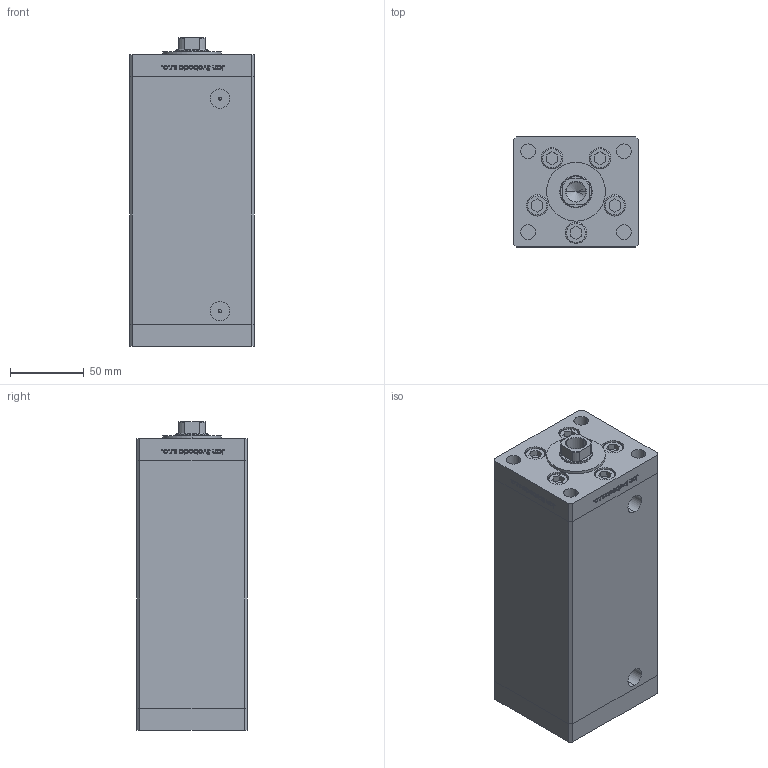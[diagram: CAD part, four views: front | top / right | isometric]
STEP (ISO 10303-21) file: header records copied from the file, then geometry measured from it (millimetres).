
FILE_DESCRIPTION (( 'STEP AP203' ), '1' );
FILE_NAME ('699a.STEP', '2024-01-09T02:18:17', ( '' ), ( '' ), 'SwSTEP 2.0', 'SolidWorks 2019', '' );
FILE_SCHEMA (( 'CONFIG_CONTROL_DESIGN' ));
Length unit declared in the file: millimetre
Products named in the file (6): V220C_B MIDDLE 2706cf179dbabf35bd37460cc15c40b7; V220C_VC_B 2706cf179dbabf35bd37460cc15c40b7; V220C BACK_B 2706cf179dbabf35bd37460cc15c40b7; ALLEN BOLT 2706cf179dbabf35bd37460cc15c40b7; 699a; V220C_FRONT_B 2706cf179dbabf35bd37460cc15c40b7
Assembly tree (14 placements, depth 2):
  699a
    V220C_B MIDDLE 2706cf179dbabf35bd37460cc15c40b7
    V220C BACK_B 2706cf179dbabf35bd37460cc15c40b7
    V220C_FRONT_B 2706cf179dbabf35bd37460cc15c40b7
    V220C_VC_B 2706cf179dbabf35bd37460cc15c40b7
    ALLEN BOLT 2706cf179dbabf35bd37460cc15c40b7  x10
Bounding box: 85 x 75 x 210 mm (x, y, z)
Volume: 1117582.9 mm3; surface area: 171182.4 mm2
Topology: 14 solids, 14 shells, 1185 faces, 2963 edges, 1943 vertices
Faces by surface type: bspline 484, plane 464, cylinder 147, cone 46, torus 44
Entity records: 52231 total; most frequent: CARTESIAN_POINT 30252, ORIENTED_EDGE 5094, DIRECTION 2857, EDGE_CURVE 2547, VERTEX_POINT 1691, LINE 1321, VECTOR 1321, EDGE_LOOP 1152
